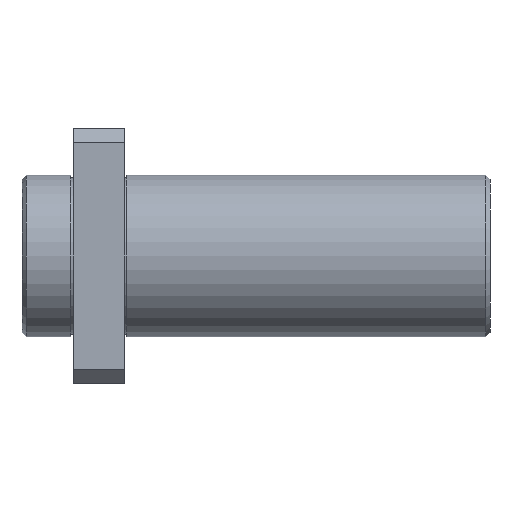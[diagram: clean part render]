
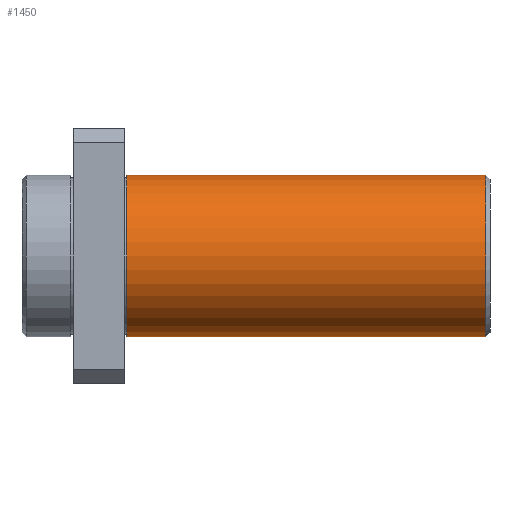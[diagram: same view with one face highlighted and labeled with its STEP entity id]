
A CAD part, front view. The second image highlights one B-rep face of the part: STEP entity #1450.
In plain terms, the highlighted cylindrical face has radius 9.5 mm (diameter 19 mm), a partial arc.
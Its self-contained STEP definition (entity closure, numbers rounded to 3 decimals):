
#129 = CARTESIAN_POINT ( 'NONE',  ( -6., 0., 0. ) ) ;
#132 = DIRECTION ( 'NONE',  ( 1., 0., 0. ) ) ;
#133 = DIRECTION ( 'NONE',  ( 0., 0., -1. ) ) ;
#228 = CARTESIAN_POINT ( 'NONE',  ( 48.5, 0., -9.5 ) ) ;
#235 = CARTESIAN_POINT ( 'NONE',  ( 6.3, 0., -9.5 ) ) ;
#280 = CARTESIAN_POINT ( 'NONE',  ( -6., 0., 9.5 ) ) ;
#281 = DIRECTION ( 'NONE',  ( 1., 0., 0. ) ) ;
#315 = EDGE_CURVE ( 'NONE', #1593, #1585, #1056, .T. ) ;
#327 = FACE_OUTER_BOUND ( 'NONE', #1065, .T. ) ;
#412 = AXIS2_PLACEMENT_3D ( 'NONE', #129, #132, #133 ) ;
#574 = ORIENTED_EDGE ( 'NONE', *, *, #986, .F. ) ;
#590 = ORIENTED_EDGE ( 'NONE', *, *, #1636, .F. ) ;
#651 = ORIENTED_EDGE ( 'NONE', *, *, #1110, .T. ) ;
#682 = ORIENTED_EDGE ( 'NONE', *, *, #315, .T. ) ;
#723 = AXIS2_PLACEMENT_3D ( 'NONE', #1303, #1317, #1297 ) ;
#732 = AXIS2_PLACEMENT_3D ( 'NONE', #1414, #1314, #1402 ) ;
#812 = DIRECTION ( 'NONE',  ( 1., 0., 0. ) ) ;
#819 = CARTESIAN_POINT ( 'NONE',  ( -6., 0., -9.5 ) ) ;
#867 = VERTEX_POINT ( 'NONE', #926 ) ;
#890 = CARTESIAN_POINT ( 'NONE',  ( 6.3, 0., 9.5 ) ) ;
#894 = VERTEX_POINT ( 'NONE', #890 ) ;
#926 = CARTESIAN_POINT ( 'NONE',  ( 48.5, 0., 9.5 ) ) ;
#986 = EDGE_CURVE ( 'NONE', #1593, #894, #1132, .T. ) ;
#1043 = VECTOR ( 'NONE', #812, 1000. ) ;
#1056 = LINE ( 'NONE', #819, #1043 ) ;
#1065 = EDGE_LOOP ( 'NONE', ( #590, #574, #682, #651 ) ) ;
#1110 = EDGE_CURVE ( 'NONE', #1585, #867, #1124, .T. ) ;
#1124 = CIRCLE ( 'NONE', #723, 9.5 ) ;
#1132 = CIRCLE ( 'NONE', #732, 9.5 ) ;
#1237 = CYLINDRICAL_SURFACE ( 'NONE', #412, 9.5 ) ;
#1297 = DIRECTION ( 'NONE',  ( 0., 0., -1. ) ) ;
#1303 = CARTESIAN_POINT ( 'NONE',  ( 48.5, 0., 0. ) ) ;
#1314 = DIRECTION ( 'NONE',  ( -1., 0., 0. ) ) ;
#1317 = DIRECTION ( 'NONE',  ( -1., 0., 0. ) ) ;
#1402 = DIRECTION ( 'NONE',  ( 0., 0., 1. ) ) ;
#1414 = CARTESIAN_POINT ( 'NONE',  ( 6.3, 0., 0. ) ) ;
#1450 = ADVANCED_FACE ( 'NONE', ( #327 ), #1237, .T. ) ;
#1538 = LINE ( 'NONE', #280, #1540 ) ;
#1540 = VECTOR ( 'NONE', #281, 1000. ) ;
#1585 = VERTEX_POINT ( 'NONE', #228 ) ;
#1593 = VERTEX_POINT ( 'NONE', #235 ) ;
#1636 = EDGE_CURVE ( 'NONE', #894, #867, #1538, .T. ) ;
